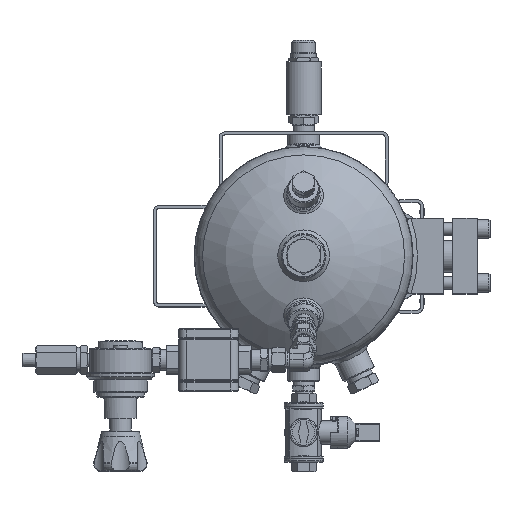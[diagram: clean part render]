
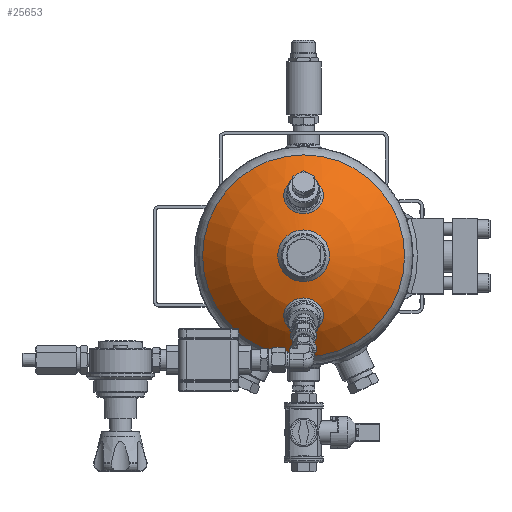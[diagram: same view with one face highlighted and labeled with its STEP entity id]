
A CAD part, top view. The second image highlights one B-rep face of the part: STEP entity #25653.
In plain terms, the highlighted spherical face has radius 140.215 mm.
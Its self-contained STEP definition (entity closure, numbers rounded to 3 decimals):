
#3509=SPHERICAL_SURFACE('',#34223,140.215);
#5204=CIRCLE('',#34224,17.526);
#5205=CIRCLE('',#34225,22.513);
#5206=CIRCLE('',#34226,17.526);
#5207=CIRCLE('',#34227,101.553);
#6438=ORIENTED_EDGE('',*,*,#13553,.T.);
#6439=ORIENTED_EDGE('',*,*,#13554,.T.);
#6440=ORIENTED_EDGE('',*,*,#13555,.T.);
#6441=ORIENTED_EDGE('',*,*,#13556,.F.);
#13553=EDGE_CURVE('',#17123,#17123,#5204,.T.);
#13554=EDGE_CURVE('',#17124,#17124,#5205,.T.);
#13555=EDGE_CURVE('',#17125,#17125,#5206,.T.);
#13556=EDGE_CURVE('',#17126,#17126,#5207,.T.);
#17123=VERTEX_POINT('',#46382);
#17124=VERTEX_POINT('',#46384);
#17125=VERTEX_POINT('',#46386);
#17126=VERTEX_POINT('',#46388);
#20311=EDGE_LOOP('',(#6438));
#20312=EDGE_LOOP('',(#6439));
#20313=EDGE_LOOP('',(#6440));
#20314=EDGE_LOOP('',(#6441));
#22772=FACE_BOUND('',#20311,.T.);
#22773=FACE_BOUND('',#20312,.T.);
#22774=FACE_BOUND('',#20313,.T.);
#22775=FACE_BOUND('',#20314,.T.);
#25653=ADVANCED_FACE('',(#22772,#22773,#22774,#22775),#3509,.T.);
#34223=AXIS2_PLACEMENT_3D('',#46380,#37232,#37233);
#34224=AXIS2_PLACEMENT_3D('',#46381,#37234,#37235);
#34225=AXIS2_PLACEMENT_3D('',#46383,#37236,#37237);
#34226=AXIS2_PLACEMENT_3D('',#46385,#37238,#37239);
#34227=AXIS2_PLACEMENT_3D('',#46387,#37240,#37241);
#37232=DIRECTION('',(0.,0.,-1.));
#37233=DIRECTION('',(-1.,0.,0.));
#37234=DIRECTION('',(-0.435,0.,-0.9));
#37235=DIRECTION('',(-0.9,0.,0.435));
#37236=DIRECTION('',(0.,0.,-1.));
#37237=DIRECTION('',(-1.,0.,0.));
#37238=DIRECTION('',(0.435,0.,-0.9));
#37239=DIRECTION('',(-0.9,0.,-0.435));
#37240=DIRECTION('',(0.,0.,-1.));
#37241=DIRECTION('',(-1.,0.,0.));
#46380=CARTESIAN_POINT('',(0.,0.,-38.615));
#46381=CARTESIAN_POINT('',(60.522,0.,86.646));
#46382=CARTESIAN_POINT('',(44.741,0.,94.27));
#46383=CARTESIAN_POINT('',(0.,0.,99.781));
#46384=CARTESIAN_POINT('',(-22.513,0.,99.781));
#46385=CARTESIAN_POINT('',(-60.522,0.,86.646));
#46386=CARTESIAN_POINT('',(-76.302,0.,79.021));
#46387=CARTESIAN_POINT('',(0.,0.,58.066));
#46388=CARTESIAN_POINT('',(-101.553,0.,58.066));
